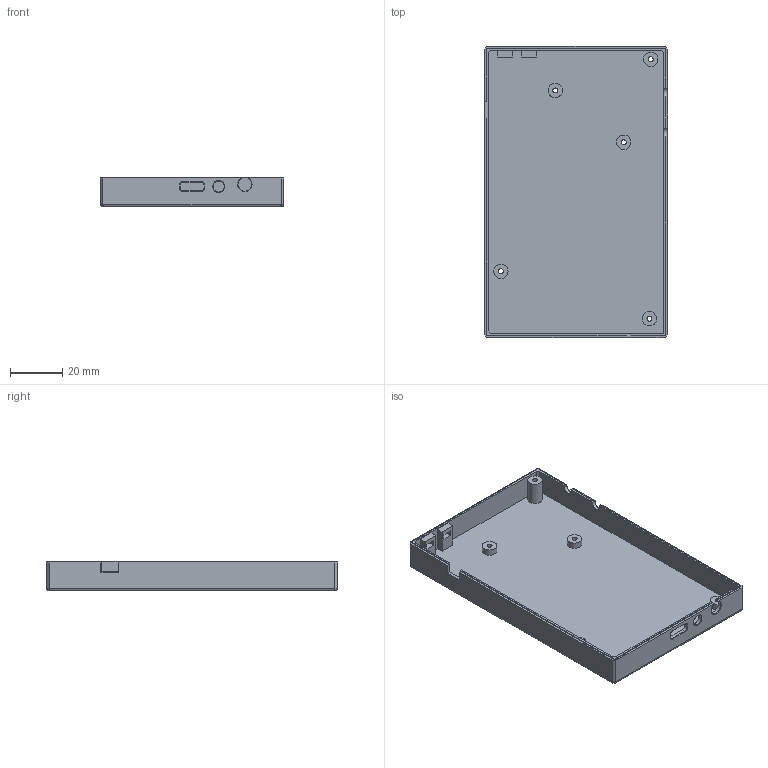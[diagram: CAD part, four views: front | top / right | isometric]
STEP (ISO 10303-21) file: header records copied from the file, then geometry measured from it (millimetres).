
FILE_DESCRIPTION(('FreeCAD Model'),'2;1');
FILE_NAME('Open CASCADE Shape Model','2025-08-20T15:59:01',(''),(''), 'Open CASCADE STEP processor 7.8','FreeCAD','Unknown');
FILE_SCHEMA(('AUTOMOTIVE_DESIGN { 1 0 10303 214 1 1 1 1 }'));
Length unit declared in the file: millimetre
Products named in the file (1): bot
Bounding box: 70 x 111 x 11.32 mm (x, y, z)
Volume: 20540 mm3; surface area: 23328.7 mm2
Topology: 1 solids, 1 shells, 125 faces, 313 edges, 200 vertices
Faces by surface type: plane 75, cylinder 31, cone 19
Full cylindrical faces by diameter (mm): 1.9 x5, 4 x5, 4.2 x1, 5.5 x5
Entity records: 3766 total; most frequent: DIRECTION 654, CARTESIAN_POINT 639, ORIENTED_EDGE 626, EDGE_CURVE 313, LINE 224, VECTOR 224, AXIS2_PLACEMENT_3D 215, VERTEX_POINT 200
